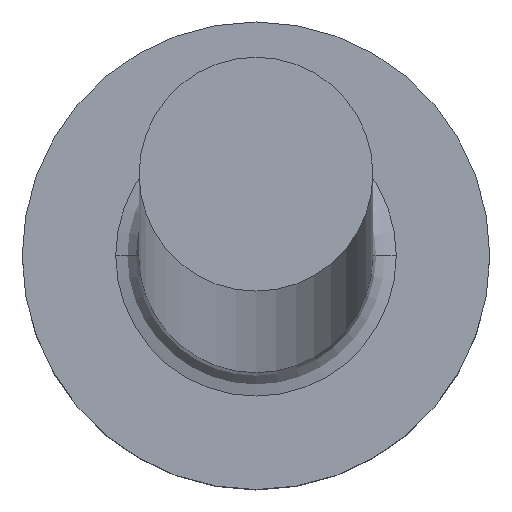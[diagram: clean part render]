
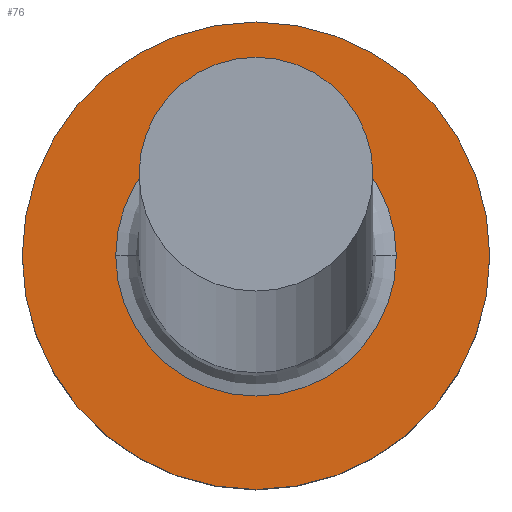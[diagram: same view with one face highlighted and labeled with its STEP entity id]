
A CAD part, top view. The second image highlights one B-rep face of the part: STEP entity #76.
In plain terms, the highlighted planar face has unit normal (0, 0, 1).
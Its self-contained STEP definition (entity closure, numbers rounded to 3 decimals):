
#15 = DIRECTION ( 'NONE',  ( 1., 0., 0. ) ) ;
#27 = CARTESIAN_POINT ( 'NONE',  ( 1.2, 0., 2. ) ) ;
#30 = EDGE_CURVE ( 'NONE', #167, #274, #44, .T. ) ;
#42 = DIRECTION ( 'NONE',  ( 0., 0., 1. ) ) ;
#44 = CIRCLE ( 'NONE', #258, 1.2 ) ;
#48 = VERTEX_POINT ( 'NONE', #92 ) ;
#60 = ORIENTED_EDGE ( 'NONE', *, *, #150, .T. ) ;
#70 = FACE_OUTER_BOUND ( 'NONE', #248, .T. ) ;
#76 = ADVANCED_FACE ( 'NONE', ( #138, #70 ), #86, .T. ) ;
#79 = DIRECTION ( 'NONE',  ( 0., 0., 1. ) ) ;
#80 = DIRECTION ( 'NONE',  ( 1., 0., 0. ) ) ;
#86 = PLANE ( 'NONE',  #239 ) ;
#90 = DIRECTION ( 'NONE',  ( 0., 0., -1. ) ) ;
#92 = CARTESIAN_POINT ( 'NONE',  ( -2., 0., 2. ) ) ;
#95 = AXIS2_PLACEMENT_3D ( 'NONE', #276, #154, #253 ) ;
#97 = AXIS2_PLACEMENT_3D ( 'NONE', #212, #79, #80 ) ;
#98 = CARTESIAN_POINT ( 'NONE',  ( 2., 0., 2. ) ) ;
#107 = CIRCLE ( 'NONE', #95, 1.2 ) ;
#136 = ORIENTED_EDGE ( 'NONE', *, *, #235, .T. ) ;
#138 = FACE_BOUND ( 'NONE', #201, .T. ) ;
#141 = CARTESIAN_POINT ( 'NONE',  ( 0., 0., 2. ) ) ;
#150 = EDGE_CURVE ( 'NONE', #274, #167, #107, .T. ) ;
#154 = DIRECTION ( 'NONE',  ( 0., 0., -1. ) ) ;
#167 = VERTEX_POINT ( 'NONE', #27 ) ;
#180 = VERTEX_POINT ( 'NONE', #98 ) ;
#186 = DIRECTION ( 'NONE',  ( 0., 0., 1. ) ) ;
#193 = DIRECTION ( 'NONE',  ( 1., 0., 0. ) ) ;
#201 = EDGE_LOOP ( 'NONE', ( #306, #60 ) ) ;
#207 = DIRECTION ( 'NONE',  ( 1., 0., 0. ) ) ;
#212 = CARTESIAN_POINT ( 'NONE',  ( 0., 0., 2. ) ) ;
#218 = EDGE_CURVE ( 'NONE', #48, #180, #288, .T. ) ;
#227 = CIRCLE ( 'NONE', #97, 2. ) ;
#234 = CARTESIAN_POINT ( 'NONE',  ( 0., 0., 2. ) ) ;
#235 = EDGE_CURVE ( 'NONE', #180, #48, #227, .T. ) ;
#239 = AXIS2_PLACEMENT_3D ( 'NONE', #250, #42, #15 ) ;
#243 = CARTESIAN_POINT ( 'NONE',  ( -1.2, 0., 2. ) ) ;
#247 = ORIENTED_EDGE ( 'NONE', *, *, #218, .T. ) ;
#248 = EDGE_LOOP ( 'NONE', ( #247, #136 ) ) ;
#250 = CARTESIAN_POINT ( 'NONE',  ( 0., 0., 2. ) ) ;
#253 = DIRECTION ( 'NONE',  ( 1., 0., 0. ) ) ;
#258 = AXIS2_PLACEMENT_3D ( 'NONE', #234, #90, #193 ) ;
#274 = VERTEX_POINT ( 'NONE', #243 ) ;
#276 = CARTESIAN_POINT ( 'NONE',  ( 0., 0., 2. ) ) ;
#288 = CIRCLE ( 'NONE', #307, 2. ) ;
#306 = ORIENTED_EDGE ( 'NONE', *, *, #30, .T. ) ;
#307 = AXIS2_PLACEMENT_3D ( 'NONE', #141, #186, #207 ) ;
